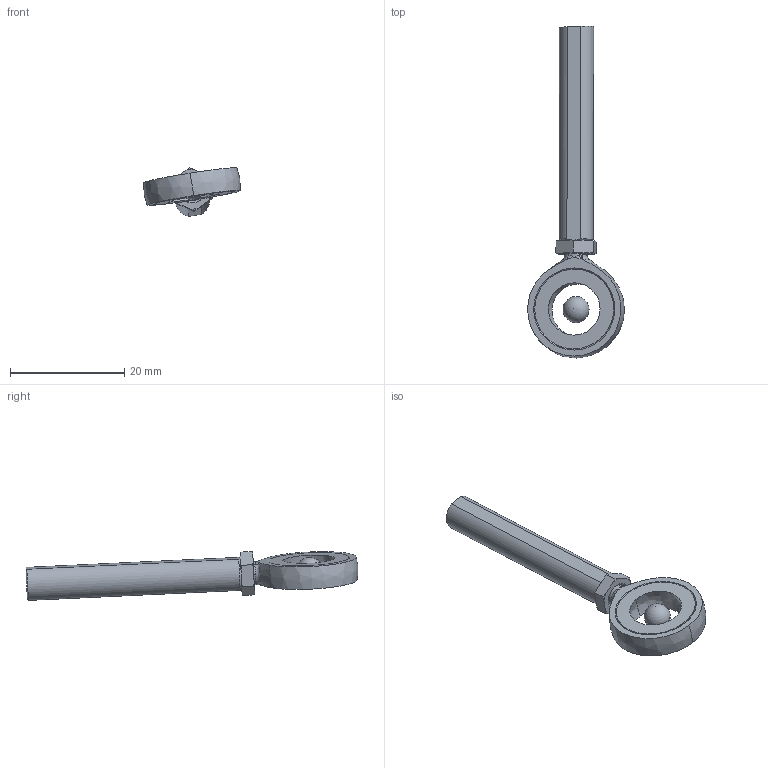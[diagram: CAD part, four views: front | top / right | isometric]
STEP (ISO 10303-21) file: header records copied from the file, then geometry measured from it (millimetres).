
FILE_DESCRIPTION (( 'STEP AP214' ), '1' );
FILE_NAME ('left_joint6.STEP', '2025-03-27T12:22:27', ( '' ), ( '' ), 'SwSTEP 2.0', 'SolidWorks 2022', '' );
FILE_SCHEMA (( 'AUTOMOTIVE_DESIGN' ));
Length unit declared in the file: millimetre
Products named in the file (1): left_joint6
Bounding box: 16.94 x 58.21 x 8.56 mm (x, y, z)
Volume: 1753.5 mm3; surface area: 2150 mm2
Topology: 5 solids, 5 shells, 100 faces, 263 edges, 166 vertices
Faces by surface type: cone 32, cylinder 32, plane 18, bspline 16, sphere 2
Entity records: 6027 total; most frequent: CARTESIAN_POINT 2674, ORIENTED_EDGE 504, DIRECTION 410, EDGE_CURVE 252, AXIS2_PLACEMENT_3D 168, VERTEX_POINT 163, EDGE_LOOP 107, UNCERTAINTY_MEASURE_WITH_UNIT 106
